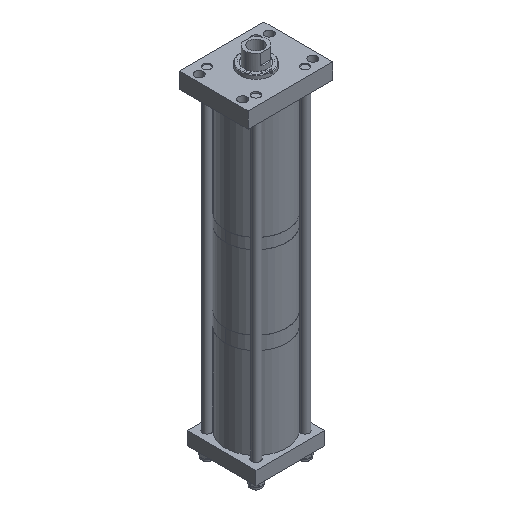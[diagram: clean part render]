
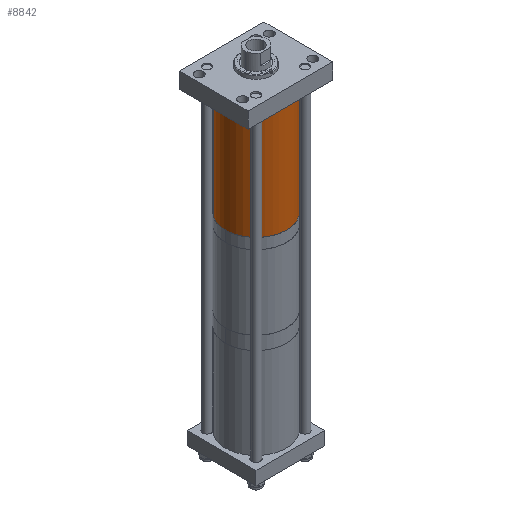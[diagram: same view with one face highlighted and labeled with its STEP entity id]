
A CAD part, isometric view. The second image highlights one B-rep face of the part: STEP entity #8842.
In plain terms, the highlighted cylindrical face has radius 73.025 mm (diameter 146.05 mm), a partial arc.
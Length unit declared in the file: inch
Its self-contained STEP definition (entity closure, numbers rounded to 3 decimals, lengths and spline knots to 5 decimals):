
#185 = CIRCLE ( 'NONE', #2711, 2.875 ) ;
#421 = CARTESIAN_POINT ( 'NONE',  ( 0., 0., 10.429 ) ) ;
#522 = CARTESIAN_POINT ( 'NONE',  ( 0., 0., 0. ) ) ;
#1238 = DIRECTION ( 'NONE',  ( 0., 0., -1. ) ) ;
#1328 = AXIS2_PLACEMENT_3D ( 'NONE', #421, #1238, #2047 ) ;
#1373 = EDGE_CURVE ( 'NONE', #1788, #3883, #185, .T. ) ;
#1492 = EDGE_LOOP ( 'NONE', ( #6701, #2155, #3738, #7015 ) ) ;
#1543 = LINE ( 'NONE', #7788, #9061 ) ;
#1788 = VERTEX_POINT ( 'NONE', #6348 ) ;
#1834 = DIRECTION ( 'NONE',  ( 0., 0., -1. ) ) ;
#2047 = DIRECTION ( 'NONE',  ( -1., 0., 0. ) ) ;
#2097 = CARTESIAN_POINT ( 'NONE',  ( 0., 0., 10.429 ) ) ;
#2155 = ORIENTED_EDGE ( 'NONE', *, *, #4346, .F. ) ;
#2711 = AXIS2_PLACEMENT_3D ( 'NONE', #522, #4613, #7702 ) ;
#2936 = CYLINDRICAL_SURFACE ( 'NONE', #1328, 2.875 ) ;
#3278 = CARTESIAN_POINT ( 'NONE',  ( 2.875, 0., 0. ) ) ;
#3415 = VERTEX_POINT ( 'NONE', #5145 ) ;
#3675 = DIRECTION ( 'NONE',  ( 1., 0., 0. ) ) ;
#3738 = ORIENTED_EDGE ( 'NONE', *, *, #5337, .T. ) ;
#3883 = VERTEX_POINT ( 'NONE', #3278 ) ;
#4340 = CARTESIAN_POINT ( 'NONE',  ( -2.875, 0., 10.429 ) ) ;
#4346 = EDGE_CURVE ( 'NONE', #3415, #8374, #7850, .T. ) ;
#4613 = DIRECTION ( 'NONE',  ( 0., 0., 1. ) ) ;
#4939 = VECTOR ( 'NONE', #1834, 39.37008 ) ;
#5033 = EDGE_CURVE ( 'NONE', #8374, #3883, #1543, .T. ) ;
#5057 = LINE ( 'NONE', #4340, #4939 ) ;
#5145 = CARTESIAN_POINT ( 'NONE',  ( -2.875, 0., 10.429 ) ) ;
#5337 = EDGE_CURVE ( 'NONE', #3415, #1788, #5057, .T. ) ;
#6348 = CARTESIAN_POINT ( 'NONE',  ( -2.875, 0., 0. ) ) ;
#6701 = ORIENTED_EDGE ( 'NONE', *, *, #5033, .F. ) ;
#6941 = CARTESIAN_POINT ( 'NONE',  ( 2.875, 0., 10.429 ) ) ;
#7008 = DIRECTION ( 'NONE',  ( 0., 0., 1. ) ) ;
#7010 = DIRECTION ( 'NONE',  ( 0., 0., -1. ) ) ;
#7015 = ORIENTED_EDGE ( 'NONE', *, *, #1373, .T. ) ;
#7022 = AXIS2_PLACEMENT_3D ( 'NONE', #2097, #7008, #3675 ) ;
#7702 = DIRECTION ( 'NONE',  ( 1., 0., 0. ) ) ;
#7788 = CARTESIAN_POINT ( 'NONE',  ( 2.875, 0., 10.429 ) ) ;
#7850 = CIRCLE ( 'NONE', #7022, 2.875 ) ;
#8374 = VERTEX_POINT ( 'NONE', #6941 ) ;
#8842 = ADVANCED_FACE ( 'NONE', ( #9456 ), #2936, .T. ) ;
#9061 = VECTOR ( 'NONE', #7010, 39.37008 ) ;
#9456 = FACE_OUTER_BOUND ( 'NONE', #1492, .T. ) ;
